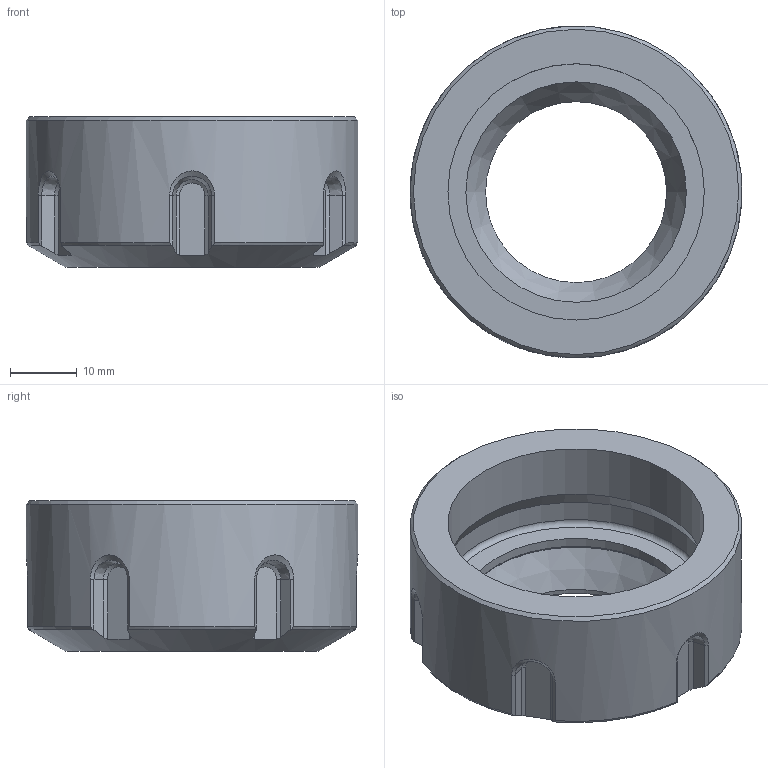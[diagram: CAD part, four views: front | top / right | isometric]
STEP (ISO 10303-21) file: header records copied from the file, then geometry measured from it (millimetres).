
FILE_DESCRIPTION(/* description */ (''),/* implementation_level */ '2;1');
FILE_NAME(/* name */ '343200000.stp',/* time_stamp */ '2021-01-08T12:47:37',/* author */ ('LRA'),/* organization */ ('REGO-FIX'),/* preprocessor_version */ ' Unknown',/* originating_system */ 'SIEMENS PLM Software Solid Edge ST10',/* authorization */ 'Unknown');
FILE_SCHEMA (('AUTOMOTIVE_DESIGN { 1 0 10303 214 2 1 1}'));
Length unit declared in the file: millimetre
Products named in the file (1): NOCUT
Bounding box: 49.67 x 49.7 x 22.5 mm (x, y, z)
Volume: 17916.8 mm3; surface area: 8473.5 mm2
Topology: 1 solids, 1 shells, 81 faces, 201 edges, 124 vertices
Faces by surface type: plane 46, cone 28, cylinder 5, torus 2
Full cylindrical faces by diameter (mm): 27.1 x1, 33 x1, 38.376 x1, 40.5 x1, 49.7 x1
Entity records: 2985 total; most frequent: CARTESIAN_POINT 461, DIRECTION 438, ORIENTED_EDGE 376, EDGE_CURVE 188, AXIS2_PLACEMENT_3D 177, VERTEX_POINT 122, EDGE_LOOP 96, FACE_BOUND 96
